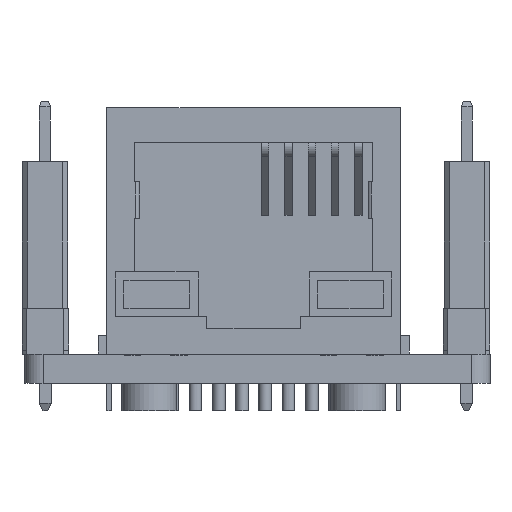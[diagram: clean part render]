
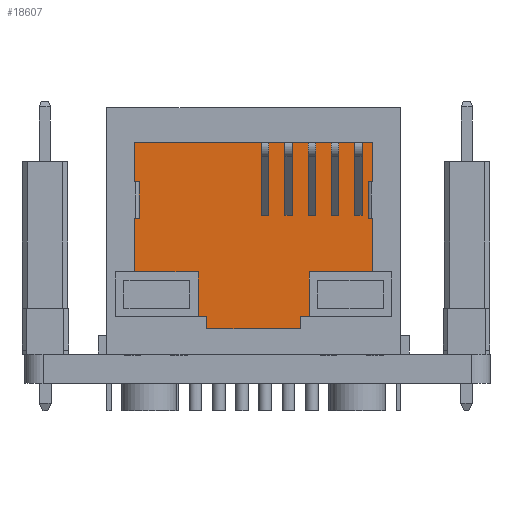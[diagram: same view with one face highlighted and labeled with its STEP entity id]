
A CAD part, front view. The second image highlights one B-rep face of the part: STEP entity #18607.
In plain terms, the highlighted face is planar.
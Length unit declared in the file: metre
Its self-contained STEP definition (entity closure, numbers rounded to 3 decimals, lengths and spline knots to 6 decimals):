
#2568=LINE('',#32233,#4786);
#2572=LINE('',#32241,#4790);
#2576=LINE('',#32250,#4794);
#2577=LINE('',#32252,#4795);
#2582=LINE('',#32263,#4800);
#2584=LINE('',#32267,#4802);
#2587=LINE('',#32275,#4805);
#2590=LINE('',#32282,#4808);
#2597=LINE('',#32293,#4815);
#2603=LINE('',#32307,#4821);
#2608=LINE('',#32321,#4826);
#2616=LINE('',#32336,#4834);
#2620=LINE('',#32344,#4838);
#2624=LINE('',#32351,#4842);
#2626=LINE('',#32355,#4844);
#2633=LINE('',#32368,#4851);
#2646=LINE('',#32395,#4864);
#2663=LINE('',#32446,#4881);
#2672=LINE('',#32476,#4890);
#2673=LINE('',#32478,#4891);
#4786=VECTOR('',#27123,1.);
#4790=VECTOR('',#27129,1.);
#4794=VECTOR('',#27135,1.);
#4795=VECTOR('',#27138,1.);
#4800=VECTOR('',#27145,1.);
#4802=VECTOR('',#27149,1.);
#4805=VECTOR('',#27156,1.);
#4808=VECTOR('',#27161,1.);
#4815=VECTOR('',#27172,1.);
#4821=VECTOR('',#27184,1.);
#4826=VECTOR('',#27197,1.);
#4834=VECTOR('',#27211,1.);
#4838=VECTOR('',#27219,1.);
#4842=VECTOR('',#27227,1.);
#4844=VECTOR('',#27231,1.);
#4851=VECTOR('',#27246,1.);
#4864=VECTOR('',#27267,1.);
#4881=VECTOR('',#27318,1.);
#4890=VECTOR('',#27355,1.);
#4891=VECTOR('',#27356,1.);
#9929=ORIENTED_EDGE('',*,*,#12435,.T.);
#9930=ORIENTED_EDGE('',*,*,#12390,.F.);
#9931=ORIENTED_EDGE('',*,*,#12342,.F.);
#9932=ORIENTED_EDGE('',*,*,#12348,.F.);
#9933=ORIENTED_EDGE('',*,*,#12358,.T.);
#9934=ORIENTED_EDGE('',*,*,#12332,.T.);
#9935=ORIENTED_EDGE('',*,*,#12344,.T.);
#9936=ORIENTED_EDGE('',*,*,#12365,.T.);
#9937=ORIENTED_EDGE('',*,*,#12388,.T.);
#9938=ORIENTED_EDGE('',*,*,#12384,.T.);
#9939=ORIENTED_EDGE('',*,*,#12372,.T.);
#9940=ORIENTED_EDGE('',*,*,#12380,.T.);
#9941=ORIENTED_EDGE('',*,*,#12337,.T.);
#9942=ORIENTED_EDGE('',*,*,#12328,.T.);
#9943=ORIENTED_EDGE('',*,*,#12351,.T.);
#9944=ORIENTED_EDGE('',*,*,#12397,.F.);
#9945=ORIENTED_EDGE('',*,*,#12336,.F.);
#9946=ORIENTED_EDGE('',*,*,#12410,.F.);
#9947=ORIENTED_EDGE('',*,*,#12450,.T.);
#9948=ORIENTED_EDGE('',*,*,#12451,.T.);
#12328=EDGE_CURVE('',#13946,#13945,#2568,.T.);
#12332=EDGE_CURVE('',#13947,#13948,#2572,.T.);
#12336=EDGE_CURVE('',#13952,#13949,#2576,.T.);
#12337=EDGE_CURVE('',#13953,#13946,#2577,.T.);
#12342=EDGE_CURVE('',#13957,#13954,#2582,.T.);
#12344=EDGE_CURVE('',#13948,#13958,#2584,.T.);
#12348=EDGE_CURVE('',#13961,#13957,#2587,.T.);
#12351=EDGE_CURVE('',#13945,#13964,#2590,.T.);
#12358=EDGE_CURVE('',#13961,#13947,#2597,.T.);
#12365=EDGE_CURVE('',#13958,#13971,#2603,.T.);
#12372=EDGE_CURVE('',#13977,#13976,#2608,.T.);
#12380=EDGE_CURVE('',#13976,#13953,#2616,.T.);
#12384=EDGE_CURVE('',#13983,#13977,#2620,.T.);
#12388=EDGE_CURVE('',#13971,#13983,#2624,.T.);
#12390=EDGE_CURVE('',#13954,#13985,#2626,.T.);
#12397=EDGE_CURVE('',#13949,#13964,#2633,.T.);
#12410=EDGE_CURVE('',#13996,#13952,#2646,.T.);
#12435=EDGE_CURVE('',#14014,#13985,#2663,.T.);
#12450=EDGE_CURVE('',#13996,#14021,#2672,.T.);
#12451=EDGE_CURVE('',#14021,#14014,#2673,.T.);
#13945=VERTEX_POINT('',#32232);
#13946=VERTEX_POINT('',#32234);
#13947=VERTEX_POINT('',#32238);
#13948=VERTEX_POINT('',#32240);
#13949=VERTEX_POINT('',#32244);
#13952=VERTEX_POINT('',#32249);
#13953=VERTEX_POINT('',#32253);
#13954=VERTEX_POINT('',#32257);
#13957=VERTEX_POINT('',#32262);
#13958=VERTEX_POINT('',#32266);
#13961=VERTEX_POINT('',#32274);
#13964=VERTEX_POINT('',#32281);
#13971=VERTEX_POINT('',#32306);
#13976=VERTEX_POINT('',#32320);
#13977=VERTEX_POINT('',#32322);
#13983=VERTEX_POINT('',#32345);
#13985=VERTEX_POINT('',#32356);
#13996=VERTEX_POINT('',#32394);
#14014=VERTEX_POINT('',#32447);
#14021=VERTEX_POINT('',#32477);
#15388=EDGE_LOOP('',(#9929,#9930,#9931,#9932,#9933,#9934,#9935,#9936,#9937,
#9938,#9939,#9940,#9941,#9942,#9943,#9944,#9945,#9946,#9947,#9948));
#16574=FACE_BOUND('',#15388,.T.);
#17543=PLANE('',#22548);
#18607=ADVANCED_FACE('',(#16574),#17543,.F.);
#22548=AXIS2_PLACEMENT_3D('',#32475,#27353,#27354);
#27123=DIRECTION('',(1.,0.,0.));
#27129=DIRECTION('',(1.,0.,0.));
#27135=DIRECTION('',(0.,-1.,0.));
#27138=DIRECTION('',(0.,1.,0.));
#27145=DIRECTION('',(0.,1.,0.));
#27149=DIRECTION('',(0.,-1.,0.));
#27156=DIRECTION('',(1.,0.,0.));
#27161=DIRECTION('',(0.,1.,0.));
#27172=DIRECTION('',(0.,-1.,0.));
#27184=DIRECTION('',(1.,0.,0.));
#27197=DIRECTION('',(0.,1.,0.));
#27211=DIRECTION('',(1.,0.,0.));
#27219=DIRECTION('',(1.,0.,0.));
#27227=DIRECTION('',(0.,-1.,0.));
#27231=DIRECTION('',(-1.,0.,0.));
#27246=DIRECTION('',(1.,0.,0.));
#27267=DIRECTION('',(-1.,0.,0.));
#27318=DIRECTION('',(0.,-1.,0.));
#27353=DIRECTION('',(0.,0.,-1.));
#27354=DIRECTION('',(-1.,0.,0.));
#27355=DIRECTION('',(0.,1.,0.));
#27356=DIRECTION('',(-1.,0.,0.));
#32232=CARTESIAN_POINT('',(0.0065,0.00453,-0.016));
#32233=CARTESIAN_POINT('',(0.00303,0.00453,-0.016));
#32234=CARTESIAN_POINT('',(0.00303,0.00453,-0.016));
#32238=CARTESIAN_POINT('',(-0.0065,0.00453,-0.016));
#32240=CARTESIAN_POINT('',(-0.00303,0.00453,-0.016));
#32241=CARTESIAN_POINT('',(-0.00303,0.00453,-0.016));
#32244=CARTESIAN_POINT('',(0.00625,0.00745,-0.016));
#32249=CARTESIAN_POINT('',(0.00625,0.00945,-0.016));
#32250=CARTESIAN_POINT('',(0.00625,0.00745,-0.016));
#32252=CARTESIAN_POINT('',(0.00303,0.00209,-0.016));
#32253=CARTESIAN_POINT('',(0.00303,0.00209,-0.016));
#32257=CARTESIAN_POINT('',(-0.00625,0.00945,-0.016));
#32262=CARTESIAN_POINT('',(-0.00625,0.00745,-0.016));
#32263=CARTESIAN_POINT('',(-0.00625,0.00745,-0.016));
#32266=CARTESIAN_POINT('',(-0.00303,0.00209,-0.016));
#32267=CARTESIAN_POINT('',(-0.00303,0.00209,-0.016));
#32274=CARTESIAN_POINT('',(-0.0065,0.00745,-0.016));
#32275=CARTESIAN_POINT('',(-0.0065,0.00745,-0.016));
#32281=CARTESIAN_POINT('',(0.0065,0.00745,-0.016));
#32282=CARTESIAN_POINT('',(0.0065,0.00453,-0.016));
#32293=CARTESIAN_POINT('',(-0.0065,0.00453,-0.016));
#32306=CARTESIAN_POINT('',(-0.002565,0.00209,-0.016));
#32307=CARTESIAN_POINT('',(-0.002565,0.00209,-0.016));
#32320=CARTESIAN_POINT('',(0.002565,0.00209,-0.016));
#32321=CARTESIAN_POINT('',(0.002565,0.00143,-0.016));
#32322=CARTESIAN_POINT('',(0.002565,0.00143,-0.016));
#32336=CARTESIAN_POINT('',(0.002565,0.00209,-0.016));
#32344=CARTESIAN_POINT('',(-0.002565,0.00143,-0.016));
#32345=CARTESIAN_POINT('',(-0.002565,0.00143,-0.016));
#32351=CARTESIAN_POINT('',(-0.002565,0.00143,-0.016));
#32355=CARTESIAN_POINT('',(-0.0065,0.00945,-0.016));
#32356=CARTESIAN_POINT('',(-0.0065,0.00945,-0.016));
#32368=CARTESIAN_POINT('',(0.0065,0.00745,-0.016));
#32394=CARTESIAN_POINT('',(0.0065,0.00945,-0.016));
#32395=CARTESIAN_POINT('',(0.0065,0.00945,-0.016));
#32446=CARTESIAN_POINT('',(-0.0065,0.00453,-0.016));
#32447=CARTESIAN_POINT('',(-0.0065,0.01162,-0.016));
#32475=CARTESIAN_POINT('',(0.002565,0.00209,-0.016));
#32476=CARTESIAN_POINT('',(0.0065,0.00453,-0.016));
#32477=CARTESIAN_POINT('',(0.0065,0.01162,-0.016));
#32478=CARTESIAN_POINT('',(0.0065,0.01162,-0.016));
